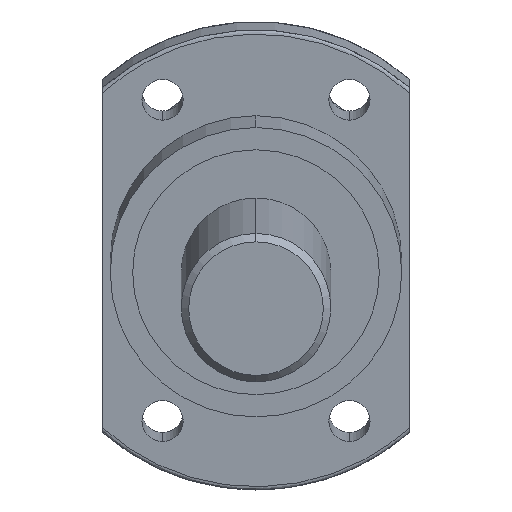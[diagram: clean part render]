
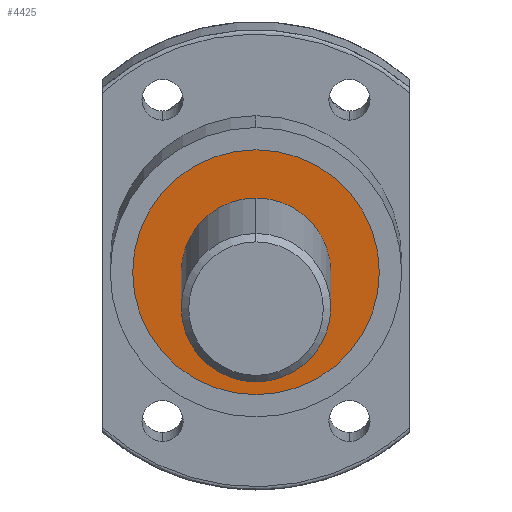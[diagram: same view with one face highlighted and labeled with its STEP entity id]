
A CAD part, left-side view. The second image highlights one B-rep face of the part: STEP entity #4425.
In plain terms, the highlighted planar face has unit normal (-0.993, 0, -0.122).
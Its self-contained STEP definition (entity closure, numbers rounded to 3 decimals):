
#34 = EDGE_LOOP ( 'NONE', ( #20645, #21505 ) ) ;
#36 = CIRCLE ( 'NONE', #10437, 16.5 ) ;
#274 = CARTESIAN_POINT ( 'NONE',  ( 232279.218, 105831.947, 11.978 ) ) ;
#387 = CARTESIAN_POINT ( 'NONE',  ( 232275.995, 105831.947, 38.281 ) ) ;
#597 = DIRECTION ( 'NONE',  ( -0.993, 0., -0.122 ) ) ;
#908 = VERTEX_POINT ( 'NONE', #387 ) ;
#2306 = AXIS2_PLACEMENT_3D ( 'NONE', #6068, #4195, #6167 ) ;
#3175 = CARTESIAN_POINT ( 'NONE',  ( 232280.009, 105831.947, 5.526 ) ) ;
#3555 = EDGE_CURVE ( 'NONE', #8661, #908, #15937, .T. ) ;
#4195 = DIRECTION ( 'NONE',  ( -0.993, 0., -0.122 ) ) ;
#4425 = ADVANCED_FACE ( 'NONE', ( #18701, #19392 ), #21203, .F. ) ;
#4905 = DIRECTION ( 'NONE',  ( -0.122, 0., 0.993 ) ) ;
#5716 = EDGE_CURVE ( 'NONE', #908, #8661, #36, .T. ) ;
#6068 = CARTESIAN_POINT ( 'NONE',  ( 232278.002, 105831.947, 21.904 ) ) ;
#6167 = DIRECTION ( 'NONE',  ( -0.122, 0., 0.993 ) ) ;
#8661 = VERTEX_POINT ( 'NONE', #3175 ) ;
#9046 = DIRECTION ( 'NONE',  ( -0.122, 0., 0.993 ) ) ;
#10432 = DIRECTION ( 'NONE',  ( 0.122, 0., -0.993 ) ) ;
#10437 = AXIS2_PLACEMENT_3D ( 'NONE', #21506, #10464, #12849 ) ;
#10464 = DIRECTION ( 'NONE',  ( 0.993, 0., 0.122 ) ) ;
#11433 = DIRECTION ( 'NONE',  ( 0.993, 0., 0.122 ) ) ;
#11747 = CIRCLE ( 'NONE', #2306, 10. ) ;
#12352 = ORIENTED_EDGE ( 'NONE', *, *, #5716, .F. ) ;
#12421 = AXIS2_PLACEMENT_3D ( 'NONE', #13546, #597, #4905 ) ;
#12431 = CARTESIAN_POINT ( 'NONE',  ( 232278.002, 105848.447, 21.904 ) ) ;
#12849 = DIRECTION ( 'NONE',  ( -0.122, 0., 0.993 ) ) ;
#13546 = CARTESIAN_POINT ( 'NONE',  ( 232278.002, 105831.947, 21.904 ) ) ;
#14925 = ORIENTED_EDGE ( 'NONE', *, *, #3555, .F. ) ;
#15937 = CIRCLE ( 'NONE', #26615, 16.5 ) ;
#16679 = DIRECTION ( 'NONE',  ( 0.993, 0., 0.122 ) ) ;
#17114 = EDGE_CURVE ( 'NONE', #18361, #20597, #11747, .T. ) ;
#17773 = CARTESIAN_POINT ( 'NONE',  ( 232278.002, 105831.947, 21.904 ) ) ;
#18361 = VERTEX_POINT ( 'NONE', #274 ) ;
#18701 = FACE_OUTER_BOUND ( 'NONE', #24868, .T. ) ;
#19392 = FACE_BOUND ( 'NONE', #34, .T. ) ;
#19994 = CARTESIAN_POINT ( 'NONE',  ( 232276.786, 105831.947, 31.829 ) ) ;
#20597 = VERTEX_POINT ( 'NONE', #19994 ) ;
#20645 = ORIENTED_EDGE ( 'NONE', *, *, #23027, .F. ) ;
#21203 = PLANE ( 'NONE',  #23177 ) ;
#21505 = ORIENTED_EDGE ( 'NONE', *, *, #17114, .F. ) ;
#21506 = CARTESIAN_POINT ( 'NONE',  ( 232278.002, 105831.947, 21.904 ) ) ;
#23027 = EDGE_CURVE ( 'NONE', #20597, #18361, #24034, .T. ) ;
#23177 = AXIS2_PLACEMENT_3D ( 'NONE', #12431, #16679, #10432 ) ;
#24034 = CIRCLE ( 'NONE', #12421, 10. ) ;
#24868 = EDGE_LOOP ( 'NONE', ( #12352, #14925 ) ) ;
#26615 = AXIS2_PLACEMENT_3D ( 'NONE', #17773, #11433, #9046 ) ;
